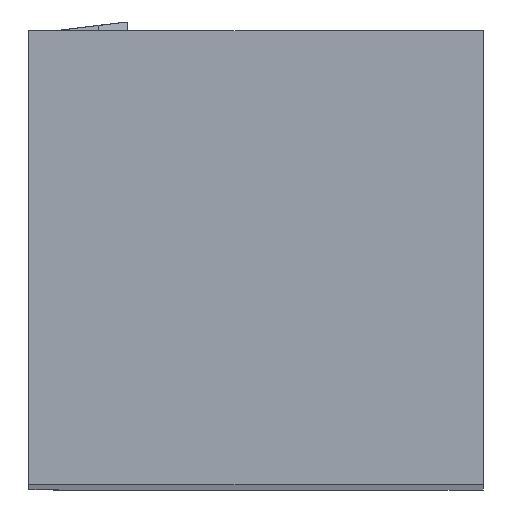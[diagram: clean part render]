
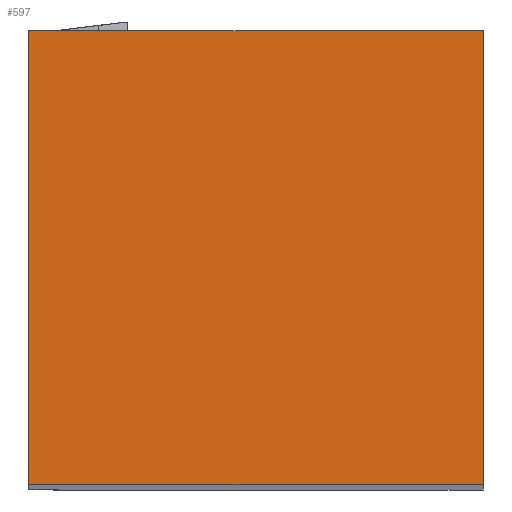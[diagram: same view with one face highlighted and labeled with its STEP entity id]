
A CAD part, top view. The second image highlights one B-rep face of the part: STEP entity #597.
In plain terms, the highlighted planar face has unit normal (0, 0, 1).
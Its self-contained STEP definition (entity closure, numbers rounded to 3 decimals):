
#187=LINE('',#2627,#322);
#198=LINE('',#2651,#333);
#211=LINE('',#2685,#346);
#212=LINE('',#2687,#347);
#322=VECTOR('',#1834,1.);
#333=VECTOR('',#1851,1.);
#346=VECTOR('',#1886,1.);
#347=VECTOR('',#1889,1.);
#442=FACE_OUTER_BOUND('',#718,.T.);
#518=PLANE('',#1604);
#597=ADVANCED_FACE('',(#442),#518,.F.);
#718=EDGE_LOOP('',(#995,#996,#997,#998));
#995=ORIENTED_EDGE('',*,*,#1364,.T.);
#996=ORIENTED_EDGE('',*,*,#1382,.F.);
#997=ORIENTED_EDGE('',*,*,#1383,.F.);
#998=ORIENTED_EDGE('',*,*,#1352,.T.);
#1194=VERTEX_POINT('',#2626);
#1195=VERTEX_POINT('',#2628);
#1204=VERTEX_POINT('',#2650);
#1214=VERTEX_POINT('',#2684);
#1352=EDGE_CURVE('',#1195,#1194,#187,.T.);
#1364=EDGE_CURVE('',#1194,#1204,#198,.T.);
#1382=EDGE_CURVE('',#1214,#1204,#211,.T.);
#1383=EDGE_CURVE('',#1195,#1214,#212,.T.);
#1604=AXIS2_PLACEMENT_3D('',#2691,#1895,#1896);
#1834=DIRECTION('',(-1.,0.,0.));
#1851=DIRECTION('',(0.,-1.,0.));
#1886=DIRECTION('',(-1.,0.,0.));
#1889=DIRECTION('',(0.,-1.,0.));
#1895=DIRECTION('',(0.,0.,-1.));
#1896=DIRECTION('',(0.,-1.,0.));
#2626=CARTESIAN_POINT('',(-16.,16.,0.));
#2627=CARTESIAN_POINT('',(-6.,16.,0.));
#2628=CARTESIAN_POINT('',(0.,16.,0.));
#2650=CARTESIAN_POINT('',(-16.,0.,0.));
#2651=CARTESIAN_POINT('',(-16.,16.,0.));
#2684=CARTESIAN_POINT('',(0.,0.,0.));
#2685=CARTESIAN_POINT('',(0.,0.,0.));
#2687=CARTESIAN_POINT('',(0.,16.,0.));
#2691=CARTESIAN_POINT('',(-6.,16.,0.));
